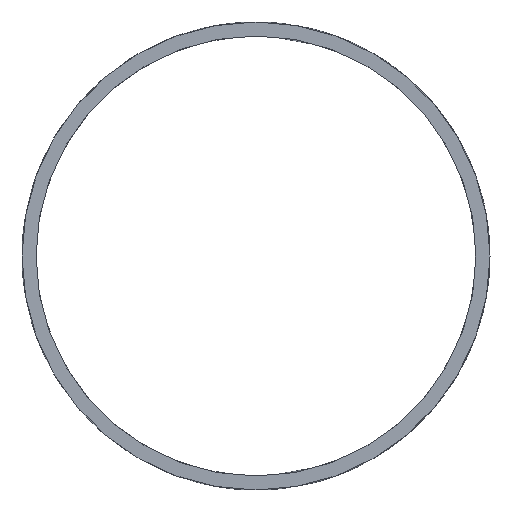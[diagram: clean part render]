
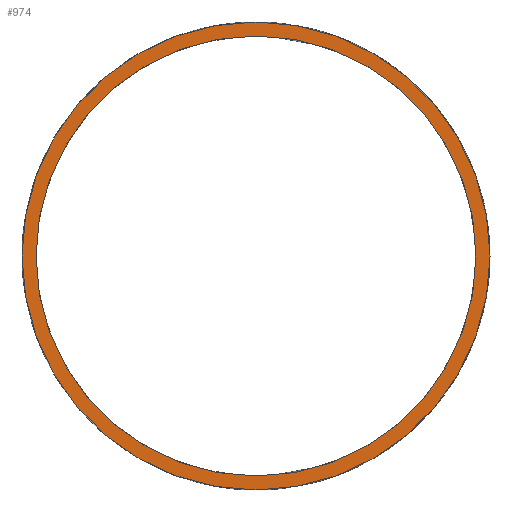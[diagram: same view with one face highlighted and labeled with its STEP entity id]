
A CAD part, left-side view. The second image highlights one B-rep face of the part: STEP entity #974.
In plain terms, the highlighted planar face has unit normal (-1, 0, 0).
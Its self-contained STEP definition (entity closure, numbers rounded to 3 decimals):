
#15=PLANE('',#1064);
#61=FACE_BOUND('',#138,.T.);
#77=FACE_OUTER_BOUND('',#137,.T.);
#137=EDGE_LOOP('',(#819));
#138=EDGE_LOOP('',(#820));
#352=CIRCLE('',#1018,23.5);
#369=CIRCLE('',#1036,25.);
#384=VERTEX_POINT('',#1314);
#452=VERTEX_POINT('',#1889);
#489=EDGE_CURVE('',#384,#384,#352,.T.);
#560=EDGE_CURVE('',#452,#452,#369,.T.);
#819=ORIENTED_EDGE('',*,*,#560,.T.);
#820=ORIENTED_EDGE('',*,*,#489,.T.);
#974=ADVANCED_FACE('',(#77,#61),#15,.T.);
#1018=AXIS2_PLACEMENT_3D('',#1315,#1097,#1098);
#1036=AXIS2_PLACEMENT_3D('',#1891,#1153,#1154);
#1064=AXIS2_PLACEMENT_3D('',#2327,#1226,#1227);
#1097=DIRECTION('center_axis',(1.,0.,0.));
#1098=DIRECTION('ref_axis',(0.,-1.,0.));
#1153=DIRECTION('center_axis',(-1.,0.,0.));
#1154=DIRECTION('ref_axis',(0.,-1.,0.));
#1226=DIRECTION('center_axis',(-1.,0.,0.));
#1227=DIRECTION('ref_axis',(0.,0.,1.));
#1314=CARTESIAN_POINT('',(-30.199,39.,8.846));
#1315=CARTESIAN_POINT('Origin',(-30.199,15.5,8.846));
#1889=CARTESIAN_POINT('',(-30.199,40.5,8.846));
#1891=CARTESIAN_POINT('Origin',(-30.199,15.5,8.846));
#2327=CARTESIAN_POINT('Origin',(-30.199,15.5,8.846));
